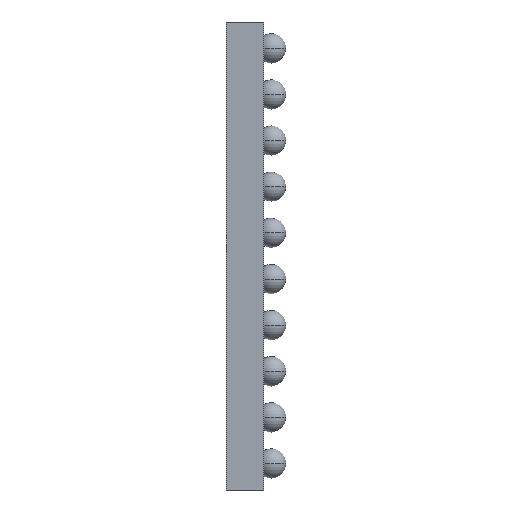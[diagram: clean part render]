
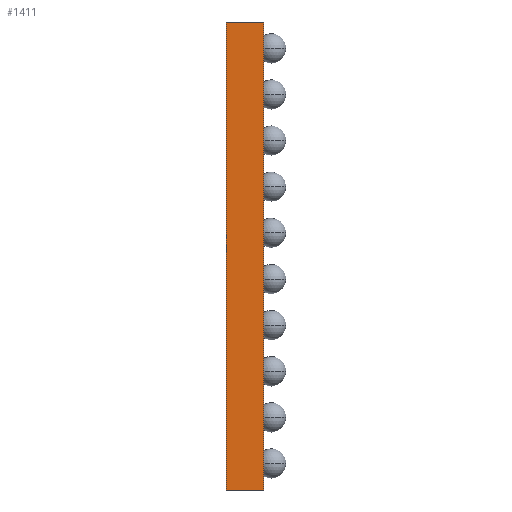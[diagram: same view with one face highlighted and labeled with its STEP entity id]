
A CAD part, left-side view. The second image highlights one B-rep face of the part: STEP entity #1411.
In plain terms, the highlighted planar face has unit normal (-1, 0, 0).
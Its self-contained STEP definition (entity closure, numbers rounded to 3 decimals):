
#201 = DIRECTION ( 'NONE',  ( 0., -1., 0. ) ) ;
#309 = CARTESIAN_POINT ( 'NONE',  ( -2.537, 0.65, 2.537 ) ) ;
#348 = AXIS2_PLACEMENT_3D ( 'NONE', #6578, #5174, #3099 ) ;
#467 = VECTOR ( 'NONE', #201, 1000. ) ;
#540 = CARTESIAN_POINT ( 'NONE',  ( -2.537, 0.65, -2.537 ) ) ;
#862 = CARTESIAN_POINT ( 'NONE',  ( -2.537, 0.65, -2.537 ) ) ;
#924 = ORIENTED_EDGE ( 'NONE', *, *, #7680, .F. ) ;
#1411 = ADVANCED_FACE ( 'NONE', ( #8702 ), #8007, .F. ) ;
#1548 = EDGE_CURVE ( 'NONE', #5859, #3000, #6121, .T. ) ;
#2274 = ORIENTED_EDGE ( 'NONE', *, *, #6145, .F. ) ;
#2377 = CARTESIAN_POINT ( 'NONE',  ( -2.537, 0.65, 2.537 ) ) ;
#2508 = LINE ( 'NONE', #2377, #467 ) ;
#3000 = VERTEX_POINT ( 'NONE', #3770 ) ;
#3099 = DIRECTION ( 'NONE',  ( 0., 0., -1. ) ) ;
#3641 = VERTEX_POINT ( 'NONE', #862 ) ;
#3770 = CARTESIAN_POINT ( 'NONE',  ( -2.537, 0.24, 2.537 ) ) ;
#4388 = EDGE_LOOP ( 'NONE', ( #7646, #924, #2274, #7117 ) ) ;
#5174 = DIRECTION ( 'NONE',  ( 1., 0., 0. ) ) ;
#5274 = VECTOR ( 'NONE', #8810, 1000. ) ;
#5411 = VERTEX_POINT ( 'NONE', #7396 ) ;
#5859 = VERTEX_POINT ( 'NONE', #7788 ) ;
#6045 = CARTESIAN_POINT ( 'NONE',  ( -2.537, 0.24, 2.537 ) ) ;
#6121 = LINE ( 'NONE', #6045, #5274 ) ;
#6145 = EDGE_CURVE ( 'NONE', #3641, #5411, #6215, .T. ) ;
#6215 = LINE ( 'NONE', #309, #7721 ) ;
#6300 = LINE ( 'NONE', #540, #8893 ) ;
#6562 = EDGE_CURVE ( 'NONE', #3641, #5859, #6300, .T. ) ;
#6578 = CARTESIAN_POINT ( 'NONE',  ( -2.537, 0.65, 2.537 ) ) ;
#7117 = ORIENTED_EDGE ( 'NONE', *, *, #6562, .T. ) ;
#7210 = DIRECTION ( 'NONE',  ( 0., 0., 1. ) ) ;
#7396 = CARTESIAN_POINT ( 'NONE',  ( -2.537, 0.65, 2.537 ) ) ;
#7646 = ORIENTED_EDGE ( 'NONE', *, *, #1548, .T. ) ;
#7680 = EDGE_CURVE ( 'NONE', #5411, #3000, #2508, .T. ) ;
#7721 = VECTOR ( 'NONE', #7210, 1000. ) ;
#7788 = CARTESIAN_POINT ( 'NONE',  ( -2.537, 0.24, -2.537 ) ) ;
#8007 = PLANE ( 'NONE',  #348 ) ;
#8702 = FACE_OUTER_BOUND ( 'NONE', #4388, .T. ) ;
#8777 = DIRECTION ( 'NONE',  ( 0., -1., 0. ) ) ;
#8810 = DIRECTION ( 'NONE',  ( 0., 0., 1. ) ) ;
#8893 = VECTOR ( 'NONE', #8777, 1000. ) ;
